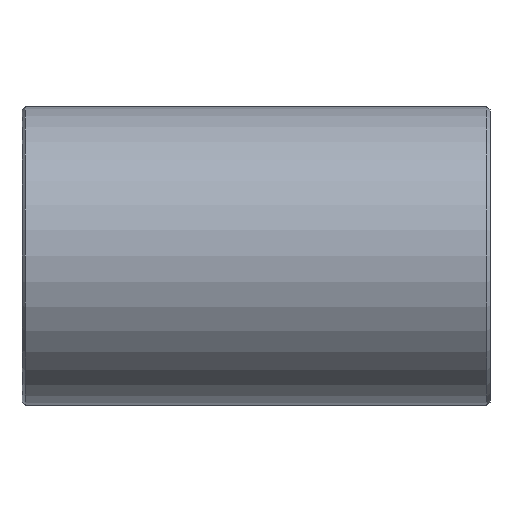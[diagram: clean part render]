
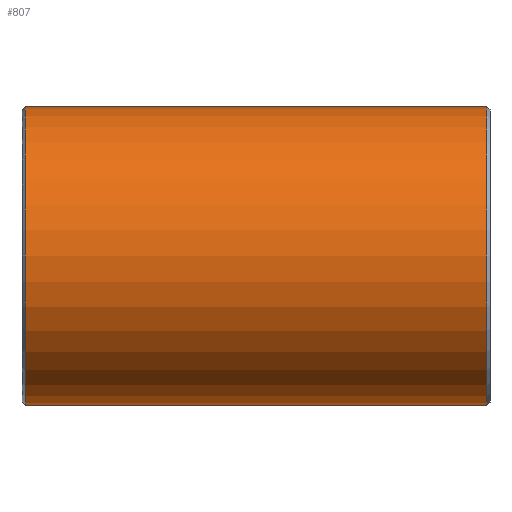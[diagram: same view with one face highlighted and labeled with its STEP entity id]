
A CAD part, front view. The second image highlights one B-rep face of the part: STEP entity #807.
In plain terms, the highlighted cylindrical face has radius 161.925 mm (diameter 323.85 mm), a partial arc.
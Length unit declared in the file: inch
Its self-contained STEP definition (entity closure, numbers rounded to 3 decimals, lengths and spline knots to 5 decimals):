
#9 = LINE ( 'NONE', #781, #280 ) ;
#41 = EDGE_CURVE ( 'NONE', #332, #784, #562, .T. ) ;
#74 = CARTESIAN_POINT ( 'NONE',  ( 9.86467, 0., 0. ) ) ;
#98 = CARTESIAN_POINT ( 'NONE',  ( 10., 0., 6.375 ) ) ;
#134 = FACE_OUTER_BOUND ( 'NONE', #541, .T. ) ;
#147 = ORIENTED_EDGE ( 'NONE', *, *, #275, .T. ) ;
#148 = DIRECTION ( 'NONE',  ( -1., 0., 0. ) ) ;
#158 = ORIENTED_EDGE ( 'NONE', *, *, #41, .T. ) ;
#223 = ORIENTED_EDGE ( 'NONE', *, *, #818, .F. ) ;
#275 = EDGE_CURVE ( 'NONE', #779, #332, #540, .T. ) ;
#276 = VERTEX_POINT ( 'NONE', #485 ) ;
#280 = VECTOR ( 'NONE', #148, 39.37008 ) ;
#295 = AXIS2_PLACEMENT_3D ( 'NONE', #525, #647, #344 ) ;
#299 = VECTOR ( 'NONE', #353, 39.37008 ) ;
#321 = DIRECTION ( 'NONE',  ( 0., 0., 1. ) ) ;
#332 = VERTEX_POINT ( 'NONE', #667 ) ;
#344 = DIRECTION ( 'NONE',  ( 0., 0., 1. ) ) ;
#353 = DIRECTION ( 'NONE',  ( -1., 0., 0. ) ) ;
#392 = DIRECTION ( 'NONE',  ( -1., 0., 0. ) ) ;
#409 = CYLINDRICAL_SURFACE ( 'NONE', #295, 6.375 ) ;
#447 = CARTESIAN_POINT ( 'NONE',  ( -9.86467, 0., 0. ) ) ;
#485 = CARTESIAN_POINT ( 'NONE',  ( 9.86467, 0., -6.375 ) ) ;
#521 = CIRCLE ( 'NONE', #682, 6.375 ) ;
#525 = CARTESIAN_POINT ( 'NONE',  ( 10., 0., 0. ) ) ;
#540 = LINE ( 'NONE', #98, #299 ) ;
#541 = EDGE_LOOP ( 'NONE', ( #223, #592, #147, #158 ) ) ;
#562 = CIRCLE ( 'NONE', #636, 6.375 ) ;
#592 = ORIENTED_EDGE ( 'NONE', *, *, #812, .T. ) ;
#636 = AXIS2_PLACEMENT_3D ( 'NONE', #447, #696, #321 ) ;
#647 = DIRECTION ( 'NONE',  ( -1., 0., 0. ) ) ;
#652 = DIRECTION ( 'NONE',  ( 0., 0., -1. ) ) ;
#667 = CARTESIAN_POINT ( 'NONE',  ( -9.86467, 0., 6.375 ) ) ;
#682 = AXIS2_PLACEMENT_3D ( 'NONE', #74, #392, #652 ) ;
#696 = DIRECTION ( 'NONE',  ( 1., 0., 0. ) ) ;
#704 = CARTESIAN_POINT ( 'NONE',  ( -9.86467, 0., -6.375 ) ) ;
#719 = CARTESIAN_POINT ( 'NONE',  ( 9.86467, 0., 6.375 ) ) ;
#779 = VERTEX_POINT ( 'NONE', #719 ) ;
#781 = CARTESIAN_POINT ( 'NONE',  ( 10., 0., -6.375 ) ) ;
#784 = VERTEX_POINT ( 'NONE', #704 ) ;
#807 = ADVANCED_FACE ( 'NONE', ( #134 ), #409, .T. ) ;
#812 = EDGE_CURVE ( 'NONE', #276, #779, #521, .T. ) ;
#818 = EDGE_CURVE ( 'NONE', #276, #784, #9, .T. ) ;
